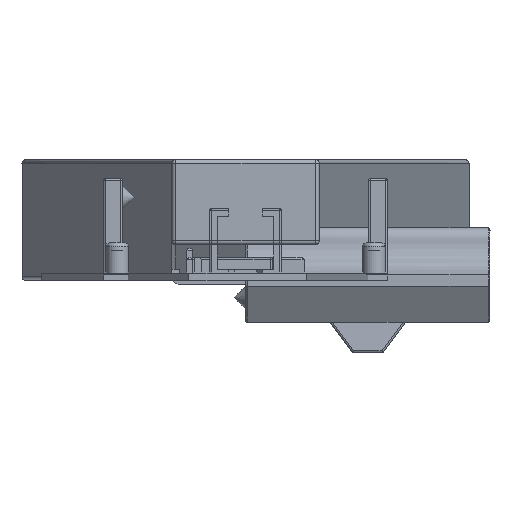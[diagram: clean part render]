
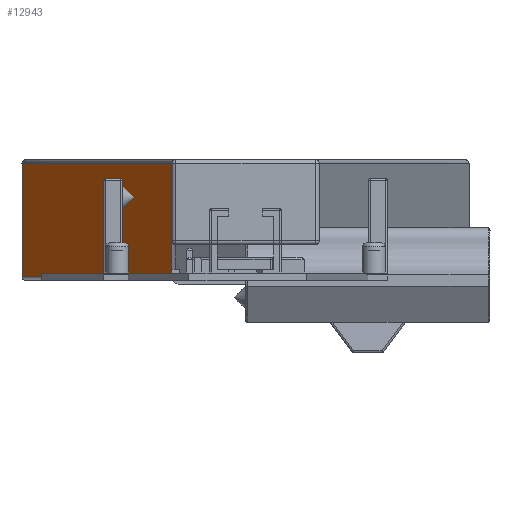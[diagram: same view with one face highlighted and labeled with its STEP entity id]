
A CAD part, left-side view. The second image highlights one B-rep face of the part: STEP entity #12943.
In plain terms, the highlighted planar face has unit normal (-0.174, 0.985, 0).
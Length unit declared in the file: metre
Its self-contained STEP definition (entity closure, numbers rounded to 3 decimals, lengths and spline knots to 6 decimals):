
#2682=ORIENTED_EDGE('',*,*,#5454,.F.);
#2683=ORIENTED_EDGE('',*,*,#5643,.T.);
#2684=ORIENTED_EDGE('',*,*,#5644,.T.);
#2685=ORIENTED_EDGE('',*,*,#5645,.T.);
#5454=EDGE_CURVE('',#7052,#7053,#8255,.T.);
#5643=EDGE_CURVE('',#7052,#7220,#8408,.T.);
#5644=EDGE_CURVE('',#7220,#7221,#8409,.T.);
#5645=EDGE_CURVE('',#7221,#7053,#8410,.F.);
#7052=VERTEX_POINT('',#20376);
#7053=VERTEX_POINT('',#20378);
#7220=VERTEX_POINT('',#20747);
#7221=VERTEX_POINT('',#20749);
#8255=LINE('',#20377,#9517);
#8408=LINE('',#20746,#9670);
#8409=LINE('',#20748,#9671);
#8410=LINE('',#20750,#9672);
#9517=VECTOR('',#16413,1.);
#9670=VECTOR('',#16664,1.);
#9671=VECTOR('',#16665,1.);
#9672=VECTOR('',#16666,1.);
#10675=EDGE_LOOP('',(#2682,#2683,#2684,#2685));
#11646=FACE_BOUND('',#10675,.T.);
#12386=PLANE('',#14102);
#12943=ADVANCED_FACE('',(#11646),#12386,.T.);
#14102=AXIS2_PLACEMENT_3D('',#20745,#16662,#16663);
#16413=DIRECTION('',(0.,0.,-1.));
#16662=DIRECTION('',(-0.174,0.985,0.));
#16663=DIRECTION('',(-0.985,-0.174,0.));
#16664=DIRECTION('',(0.985,0.174,0.));
#16665=DIRECTION('',(0.,0.,-1.));
#16666=DIRECTION('',(0.985,0.174,0.));
#20376=CARTESIAN_POINT('',(0.266,0.0195,0.031));
#20377=CARTESIAN_POINT('',(0.266,0.0195,0.002));
#20378=CARTESIAN_POINT('',(0.266,0.0195,0.001));
#20745=CARTESIAN_POINT('',(0.379,0.039425,0.002));
#20746=CARTESIAN_POINT('',(0.379,0.039425,0.031));
#20747=CARTESIAN_POINT('',(0.490826,0.059143,0.031));
#20748=CARTESIAN_POINT('',(0.490826,0.059143,0.002));
#20749=CARTESIAN_POINT('',(0.490826,0.059143,0.001));
#20750=CARTESIAN_POINT('',(0.266,0.0195,0.001));
